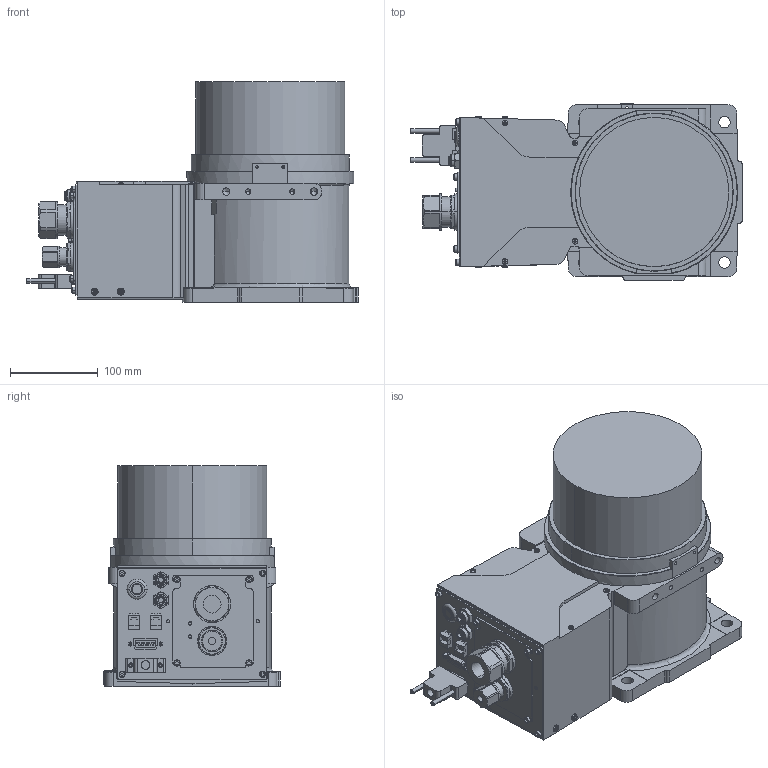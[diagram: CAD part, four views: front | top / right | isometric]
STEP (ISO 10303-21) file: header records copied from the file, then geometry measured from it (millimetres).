
FILE_DESCRIPTION((''),'2;1');
FILE_NAME('N6_A850SR_B','2019-08-25T16:57:26',('arco0'),(''),'CREO PARAMETRIC BY PTC INC, 2018420','CREO PARAMETRIC BY PTC INC, 2018420','');
FILE_SCHEMA(('AUTOMOTIVE_DESIGN { 1 0 10303 214 1 1 1 1 }'));
Length unit declared in the file: millimetre
Products named in the file (1): N6_A850SR_B
Bounding box: 378.1 x 200.8 x 251 mm (x, y, z)
Volume: 9406162 mm3; surface area: 391165.9 mm2
Topology: 1 solids, 1 shells, 934 faces, 2369 edges, 1508 vertices
Faces by surface type: plane 498, cylinder 279, cone 127, torus 22, sphere 8
Entity records: 40286 total; most frequent: CARTESIAN_POINT 5621, DIRECTION 4837, ORIENTED_EDGE 4658, PRESENTATION_STYLE_ASSIGNMENT 2812, STYLED_ITEM 2523, CURVE_STYLE 2329, EDGE_CURVE 2329, AXIS2_PLACEMENT_3D 1736
